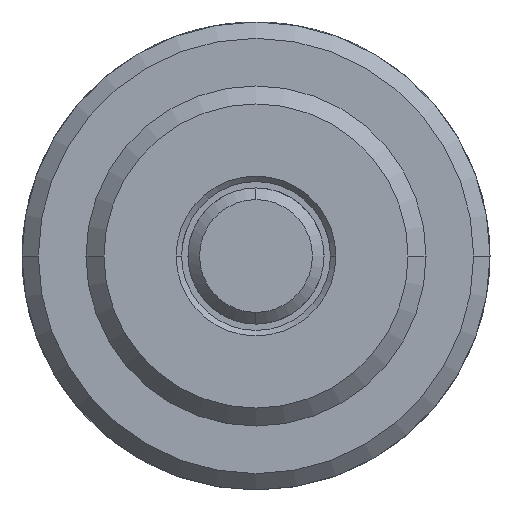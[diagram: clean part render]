
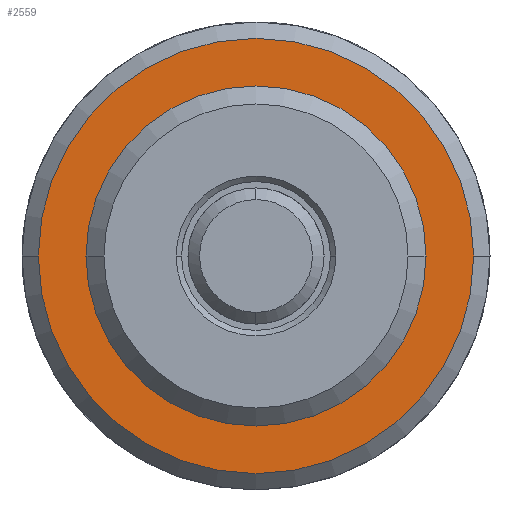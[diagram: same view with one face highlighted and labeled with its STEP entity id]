
A CAD part, left-side view. The second image highlights one B-rep face of the part: STEP entity #2559.
In plain terms, the highlighted planar face has unit normal (-1, 0, 0).
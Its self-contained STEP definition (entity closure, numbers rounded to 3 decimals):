
#225 = DIRECTION ( 'NONE',  ( 1., 0., 0. ) ) ;
#530 = ORIENTED_EDGE ( 'NONE', *, *, #2002, .T. ) ;
#539 = EDGE_CURVE ( 'NONE', #1297, #3768, #1071, .T. ) ;
#607 = AXIS2_PLACEMENT_3D ( 'NONE', #1587, #1305, #2458 ) ;
#629 = DIRECTION ( 'NONE',  ( 1., 0., 0. ) ) ;
#882 = CIRCLE ( 'NONE', #2377, 10.16 ) ;
#926 = CARTESIAN_POINT ( 'NONE',  ( 12.7, 0., -10.16 ) ) ;
#957 = FACE_BOUND ( 'NONE', #1646, .T. ) ;
#1066 = EDGE_CURVE ( 'NONE', #2299, #2022, #3378, .T. ) ;
#1071 = CIRCLE ( 'NONE', #1575, 7.906 ) ;
#1141 = EDGE_CURVE ( 'NONE', #2022, #2299, #882, .T. ) ;
#1209 = AXIS2_PLACEMENT_3D ( 'NONE', #2102, #3023, #2406 ) ;
#1297 = VERTEX_POINT ( 'NONE', #1374 ) ;
#1305 = DIRECTION ( 'NONE',  ( 1., 0., 0. ) ) ;
#1374 = CARTESIAN_POINT ( 'NONE',  ( 12.7, 0., 7.906 ) ) ;
#1464 = DIRECTION ( 'NONE',  ( 0., 0., -1. ) ) ;
#1511 = DIRECTION ( 'NONE',  ( 1., 0., 0. ) ) ;
#1527 = CARTESIAN_POINT ( 'NONE',  ( 12.7, 0., 0. ) ) ;
#1546 = CARTESIAN_POINT ( 'NONE',  ( 12.7, 0., 0. ) ) ;
#1575 = AXIS2_PLACEMENT_3D ( 'NONE', #3365, #225, #1464 ) ;
#1587 = CARTESIAN_POINT ( 'NONE',  ( 12.7, 0., 0. ) ) ;
#1646 = EDGE_LOOP ( 'NONE', ( #530, #1809 ) ) ;
#1734 = CIRCLE ( 'NONE', #1209, 7.906 ) ;
#1809 = ORIENTED_EDGE ( 'NONE', *, *, #539, .T. ) ;
#2002 = EDGE_CURVE ( 'NONE', #3768, #1297, #1734, .T. ) ;
#2022 = VERTEX_POINT ( 'NONE', #3835 ) ;
#2102 = CARTESIAN_POINT ( 'NONE',  ( 12.7, 0., 0. ) ) ;
#2299 = VERTEX_POINT ( 'NONE', #926 ) ;
#2377 = AXIS2_PLACEMENT_3D ( 'NONE', #1527, #629, #2429 ) ;
#2406 = DIRECTION ( 'NONE',  ( 0., 0., -1. ) ) ;
#2429 = DIRECTION ( 'NONE',  ( 0., 0., -1. ) ) ;
#2458 = DIRECTION ( 'NONE',  ( 0., 0., -1. ) ) ;
#2559 = ADVANCED_FACE ( 'NONE', ( #3744, #957 ), #3136, .F. ) ;
#2801 = AXIS2_PLACEMENT_3D ( 'NONE', #1546, #1511, #3725 ) ;
#2997 = ORIENTED_EDGE ( 'NONE', *, *, #1066, .F. ) ;
#3023 = DIRECTION ( 'NONE',  ( 1., 0., 0. ) ) ;
#3034 = EDGE_LOOP ( 'NONE', ( #3919, #2997 ) ) ;
#3136 = PLANE ( 'NONE',  #607 ) ;
#3144 = CARTESIAN_POINT ( 'NONE',  ( 12.7, 0., -7.906 ) ) ;
#3365 = CARTESIAN_POINT ( 'NONE',  ( 12.7, 0., 0. ) ) ;
#3378 = CIRCLE ( 'NONE', #2801, 10.16 ) ;
#3725 = DIRECTION ( 'NONE',  ( 0., 0., -1. ) ) ;
#3744 = FACE_OUTER_BOUND ( 'NONE', #3034, .T. ) ;
#3768 = VERTEX_POINT ( 'NONE', #3144 ) ;
#3835 = CARTESIAN_POINT ( 'NONE',  ( 12.7, 0., 10.16 ) ) ;
#3919 = ORIENTED_EDGE ( 'NONE', *, *, #1141, .F. ) ;
